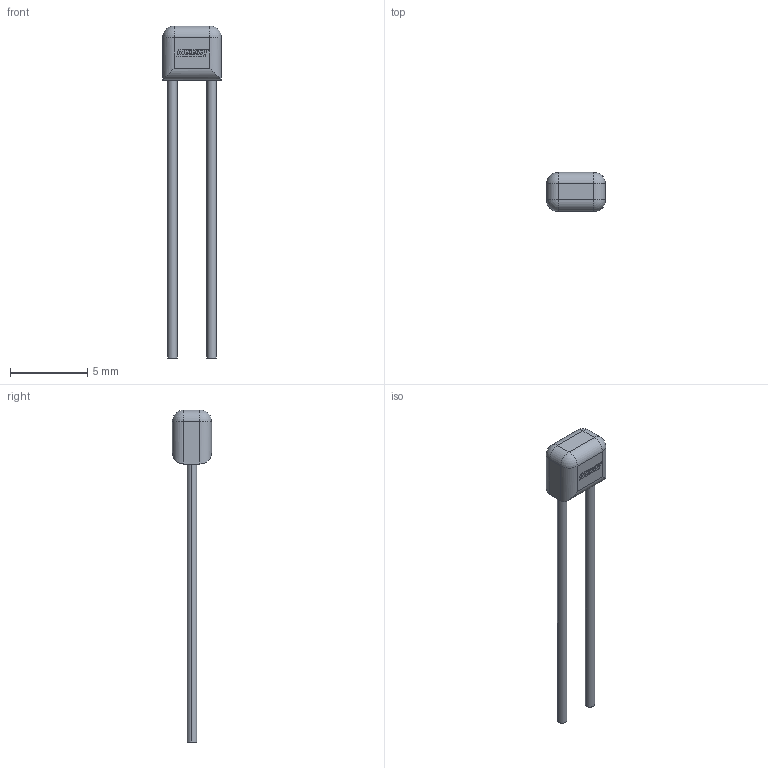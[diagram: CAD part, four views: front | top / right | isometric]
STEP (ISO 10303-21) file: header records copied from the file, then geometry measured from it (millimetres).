
FILE_DESCRIPTION(('FreeCAD Model'),'2;1');
FILE_NAME('Open CASCADE Shape Model','2022-05-14T05:44:13',( 'kicad StepUp'),('ksu MCAD'),'Open CASCADE STEP processor 7.5', 'FreeCAD','Unknown');
FILE_SCHEMA(('AUTOMOTIVE_DESIGN { 1 0 10303 214 1 1 1 1 }'));
Length unit declared in the file: millimetre
Products named in the file (1): CCR_KRCST_3.81X3.14_L3.81H3.14T2.54S2.54H018F0.61
Bounding box: 3.81 x 2.54 x 21.5 mm (x, y, z)
Volume: 40.7 mm3; surface area: 122.1 mm2
Topology: 4 solids, 4 shells, 83 faces, 613 edges, 1762 vertices
Faces by surface type: plane 65, cylinder 14, sphere 4
Entity records: 8952 total; most frequent: CARTESIAN_POINT 2491, DIRECTION 825, LINE 537, VECTOR 537, GEOMETRIC_CURVE_SET 407, ORIENTED_EDGE 406, TRIMMED_CURVE 406, PRESENTATION_STYLE_ASSIGNMENT 290
